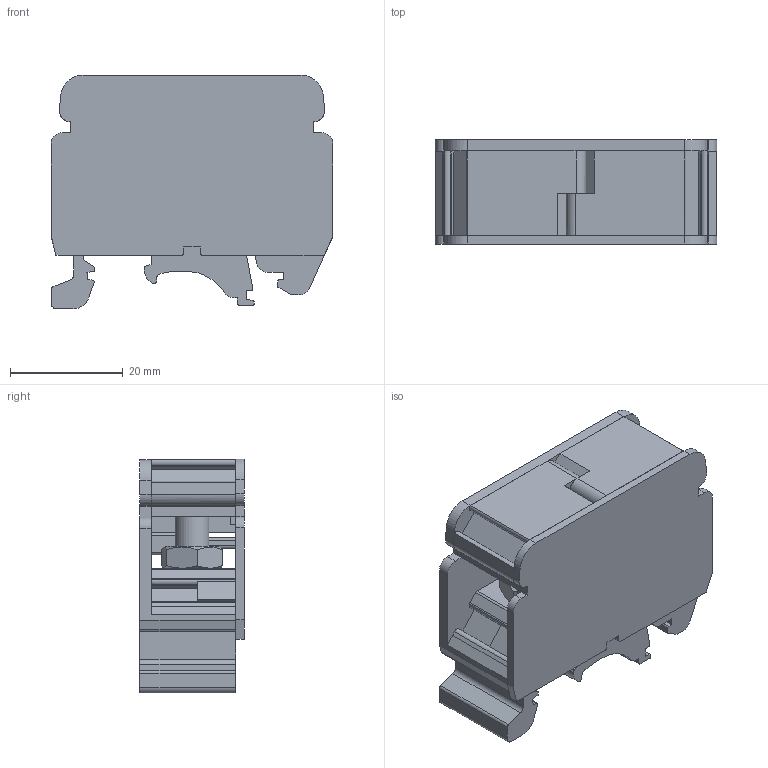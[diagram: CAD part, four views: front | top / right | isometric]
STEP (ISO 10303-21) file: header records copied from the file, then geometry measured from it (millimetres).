
FILE_DESCRIPTION(/* description */ ('Unknown'),/* implementation_level */ '2;1');
FILE_NAME(/* name */ 'KBTM6C_3D_SOLID',/* time_stamp */ '2024-12-14T11:01:39+06:00',/* author */ ('Unknown'),/* organization */ ('Unknown'),/* preprocessor_version */ 'ST-DEVELOPER v16.7',/* originating_system */ 'Solid Edge',/* authorisation */ 'Unknown');
FILE_SCHEMA (('AUTOMOTIVE_DESIGN {1 0 10303 214 3 1 1}'));
Length unit declared in the file: millimetre
Products named in the file (1): KBTM6C_3D_SOLID
Bounding box: 50 x 18.51 x 41.5 mm (x, y, z)
Volume: 19888.4 mm3; surface area: 14022 mm2
Topology: 1 solids, 3 shells, 321 faces, 950 edges, 623 vertices
Faces by surface type: plane 230, cylinder 79, sphere 6, cone 6
Full cylindrical faces by diameter (mm): 2 x1, 6 x2
Entity records: 12777 total; most frequent: CARTESIAN_POINT 1958, ORIENTED_EDGE 1834, DIRECTION 1720, EDGE_CURVE 917, LINE 702, VECTOR 702, VERTEX_POINT 607, AXIS2_PLACEMENT_3D 509
